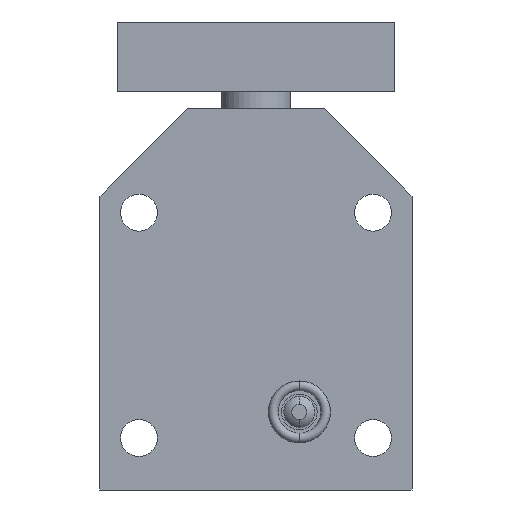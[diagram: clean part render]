
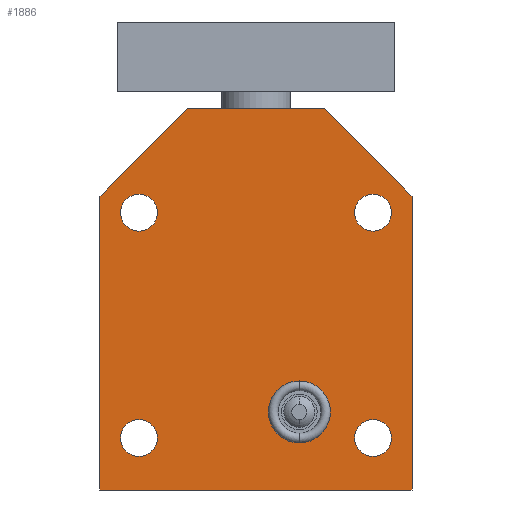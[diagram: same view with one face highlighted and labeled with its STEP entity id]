
A CAD part, front view. The second image highlights one B-rep face of the part: STEP entity #1886.
In plain terms, the highlighted planar face has unit normal (0, -1, 0).
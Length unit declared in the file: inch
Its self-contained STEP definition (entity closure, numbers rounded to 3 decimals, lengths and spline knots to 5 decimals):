
#253=DIRECTION('',(-1.,0.,0.));
#254=VECTOR('',#253,0.99);
#255=CARTESIAN_POINT('',(0.495,-0.813,0.));
#256=LINE('',#255,#254);
#283=DIRECTION('',(0.707,0.,-0.707));
#284=VECTOR('',#283,0.89095);
#285=CARTESIAN_POINT('',(0.495,-0.813,0.));
#286=LINE('',#285,#284);
#379=DIRECTION('',(-1.,0.,0.));
#380=VECTOR('',#379,2.25);
#381=CARTESIAN_POINT('',(1.125,-0.813,-2.75));
#382=LINE('',#381,#380);
#487=DIRECTION('',(-0.707,0.,-0.707));
#488=VECTOR('',#487,0.89095);
#489=CARTESIAN_POINT('',(-0.495,-0.813,0.));
#490=LINE('',#489,#488);
#499=DIRECTION('',(0.,0.,-1.));
#500=VECTOR('',#499,2.12);
#501=CARTESIAN_POINT('',(1.125,-0.813,-0.63));
#502=LINE('',#501,#500);
#503=CARTESIAN_POINT('',(-0.844,-0.813,-0.75));
#504=DIRECTION('',(0.,-1.,0.));
#505=DIRECTION('',(1.,0.,0.));
#506=AXIS2_PLACEMENT_3D('',#503,#504,#505);
#508=CARTESIAN_POINT('',(-0.844,-0.813,-0.75));
#509=DIRECTION('',(0.,-1.,0.));
#510=DIRECTION('',(-1.,0.,0.));
#511=AXIS2_PLACEMENT_3D('',#508,#509,#510);
#513=CARTESIAN_POINT('',(-0.844,-0.813,-2.375));
#514=DIRECTION('',(0.,-1.,0.));
#515=DIRECTION('',(1.,0.,0.));
#516=AXIS2_PLACEMENT_3D('',#513,#514,#515);
#518=CARTESIAN_POINT('',(-0.844,-0.813,-2.375));
#519=DIRECTION('',(0.,-1.,0.));
#520=DIRECTION('',(-1.,0.,0.));
#521=AXIS2_PLACEMENT_3D('',#518,#519,#520);
#523=CARTESIAN_POINT('',(0.844,-0.813,-0.75));
#524=DIRECTION('',(0.,-1.,0.));
#525=DIRECTION('',(1.,0.,0.));
#526=AXIS2_PLACEMENT_3D('',#523,#524,#525);
#528=CARTESIAN_POINT('',(0.844,-0.813,-0.75));
#529=DIRECTION('',(0.,-1.,0.));
#530=DIRECTION('',(-1.,0.,0.));
#531=AXIS2_PLACEMENT_3D('',#528,#529,#530);
#533=CARTESIAN_POINT('',(0.844,-0.813,-2.375));
#534=DIRECTION('',(0.,-1.,0.));
#535=DIRECTION('',(1.,0.,0.));
#536=AXIS2_PLACEMENT_3D('',#533,#534,#535);
#538=CARTESIAN_POINT('',(0.844,-0.813,-2.375));
#539=DIRECTION('',(0.,-1.,0.));
#540=DIRECTION('',(-1.,0.,0.));
#541=AXIS2_PLACEMENT_3D('',#538,#539,#540);
#543=CARTESIAN_POINT('',(0.313,-0.813,-2.187));
#544=DIRECTION('',(0.,-1.,0.));
#545=DIRECTION('',(-1.,0.,0.));
#546=AXIS2_PLACEMENT_3D('',#543,#544,#545);
#548=CARTESIAN_POINT('',(0.313,-0.813,-2.187));
#549=DIRECTION('',(0.,-1.,0.));
#550=DIRECTION('',(1.,0.,0.));
#551=AXIS2_PLACEMENT_3D('',#548,#549,#550);
#553=DIRECTION('',(0.,0.,-1.));
#554=VECTOR('',#553,2.12);
#555=CARTESIAN_POINT('',(-1.125,-0.813,-0.63));
#556=LINE('',#555,#554);
#1025=CARTESIAN_POINT('',(1.125,-0.813,-2.75));
#1026=CARTESIAN_POINT('',(-1.125,-0.813,-2.75));
#1027=VERTEX_POINT('',#1025);
#1028=VERTEX_POINT('',#1026);
#1029=CARTESIAN_POINT('',(-0.711,-0.813,-0.75));
#1030=CARTESIAN_POINT('',(-0.977,-0.813,-0.75));
#1031=VERTEX_POINT('',#1029);
#1032=VERTEX_POINT('',#1030);
#1045=CARTESIAN_POINT('',(-0.711,-0.813,-2.375));
#1046=CARTESIAN_POINT('',(-0.977,-0.813,-2.375));
#1047=VERTEX_POINT('',#1045);
#1048=VERTEX_POINT('',#1046);
#1049=CARTESIAN_POINT('',(0.977,-0.813,-0.75));
#1050=CARTESIAN_POINT('',(0.711,-0.813,-0.75));
#1051=VERTEX_POINT('',#1049);
#1052=VERTEX_POINT('',#1050);
#1053=CARTESIAN_POINT('',(0.977,-0.813,-2.375));
#1054=CARTESIAN_POINT('',(0.711,-0.813,-2.375));
#1055=VERTEX_POINT('',#1053);
#1056=VERTEX_POINT('',#1054);
#1106=CARTESIAN_POINT('',(0.495,-0.813,0.));
#1108=VERTEX_POINT('',#1106);
#1110=CARTESIAN_POINT('',(1.125,-0.813,-0.63));
#1112=VERTEX_POINT('',#1110);
#1113=CARTESIAN_POINT('',(-0.495,-0.813,0.));
#1115=VERTEX_POINT('',#1113);
#1117=CARTESIAN_POINT('',(-1.125,-0.813,-0.63));
#1119=VERTEX_POINT('',#1117);
#1157=CARTESIAN_POINT('',(0.0895,-0.813,-2.187));
#1158=CARTESIAN_POINT('',(0.5365,-0.813,-2.187));
#1159=VERTEX_POINT('',#1157);
#1160=VERTEX_POINT('',#1158);
#1842=CARTESIAN_POINT('',(1.125,-0.813,0.));
#1843=DIRECTION('',(0.,-1.,0.));
#1844=DIRECTION('',(-1.,0.,0.));
#1845=AXIS2_PLACEMENT_3D('',#1842,#1843,#1844);
#1846=PLANE('',#1845);
#1847=ORIENTED_EDGE('',*,*,#1684,.F.);
#1848=ORIENTED_EDGE('',*,*,#1711,.T.);
#1849=ORIENTED_EDGE('',*,*,#1753,.T.);
#1850=ORIENTED_EDGE('',*,*,#1771,.T.);
#1852=ORIENTED_EDGE('',*,*,#1851,.F.);
#1853=ORIENTED_EDGE('',*,*,#1834,.F.);
#1854=EDGE_LOOP('',(#1847,#1848,#1849,#1850,#1852,#1853));
#1855=FACE_OUTER_BOUND('',#1854,.F.);
#1857=ORIENTED_EDGE('',*,*,#1856,.T.);
#1859=ORIENTED_EDGE('',*,*,#1858,.T.);
#1860=EDGE_LOOP('',(#1857,#1859));
#1861=FACE_BOUND('',#1860,.F.);
#1863=ORIENTED_EDGE('',*,*,#1862,.T.);
#1865=ORIENTED_EDGE('',*,*,#1864,.T.);
#1866=EDGE_LOOP('',(#1863,#1865));
#1867=FACE_BOUND('',#1866,.F.);
#1869=ORIENTED_EDGE('',*,*,#1868,.T.);
#1871=ORIENTED_EDGE('',*,*,#1870,.T.);
#1872=EDGE_LOOP('',(#1869,#1871));
#1873=FACE_BOUND('',#1872,.F.);
#1875=ORIENTED_EDGE('',*,*,#1874,.T.);
#1877=ORIENTED_EDGE('',*,*,#1876,.T.);
#1878=EDGE_LOOP('',(#1875,#1877));
#1879=FACE_BOUND('',#1878,.F.);
#1881=ORIENTED_EDGE('',*,*,#1880,.T.);
#1883=ORIENTED_EDGE('',*,*,#1882,.T.);
#1884=EDGE_LOOP('',(#1881,#1883));
#1885=FACE_BOUND('',#1884,.F.);
#507=CIRCLE('',#506,0.133);
#512=CIRCLE('',#511,0.133);
#517=CIRCLE('',#516,0.133);
#522=CIRCLE('',#521,0.133);
#527=CIRCLE('',#526,0.133);
#532=CIRCLE('',#531,0.133);
#537=CIRCLE('',#536,0.133);
#542=CIRCLE('',#541,0.133);
#547=CIRCLE('',#546,0.2235);
#552=CIRCLE('',#551,0.2235);
#1684=EDGE_CURVE('',#1108,#1115,#256,.T.);
#1711=EDGE_CURVE('',#1108,#1112,#286,.T.);
#1753=EDGE_CURVE('',#1112,#1027,#502,.T.);
#1771=EDGE_CURVE('',#1027,#1028,#382,.T.);
#1834=EDGE_CURVE('',#1115,#1119,#490,.T.);
#1851=EDGE_CURVE('',#1119,#1028,#556,.T.);
#1856=EDGE_CURVE('',#1031,#1032,#507,.T.);
#1858=EDGE_CURVE('',#1032,#1031,#512,.T.);
#1862=EDGE_CURVE('',#1047,#1048,#517,.T.);
#1864=EDGE_CURVE('',#1048,#1047,#522,.T.);
#1868=EDGE_CURVE('',#1051,#1052,#527,.T.);
#1870=EDGE_CURVE('',#1052,#1051,#532,.T.);
#1874=EDGE_CURVE('',#1055,#1056,#537,.T.);
#1876=EDGE_CURVE('',#1056,#1055,#542,.T.);
#1880=EDGE_CURVE('',#1159,#1160,#547,.T.);
#1882=EDGE_CURVE('',#1160,#1159,#552,.T.);
#1886=ADVANCED_FACE('',(#1855,#1861,#1867,#1873,#1879,#1885),#1846,.T.);
